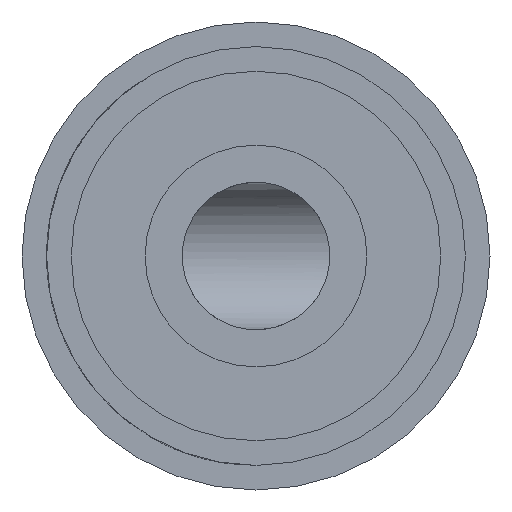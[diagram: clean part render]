
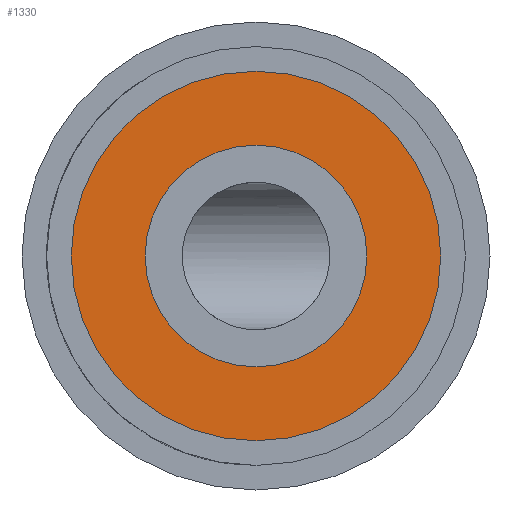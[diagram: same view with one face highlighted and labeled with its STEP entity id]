
A CAD part, left-side view. The second image highlights one B-rep face of the part: STEP entity #1330.
In plain terms, the highlighted planar face has unit normal (-1, 0, 0).
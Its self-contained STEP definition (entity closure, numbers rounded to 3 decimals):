
#58 = ORIENTED_EDGE ( 'NONE', *, *, #6328, .T. ) ;
#103 = CARTESIAN_POINT ( 'NONE',  ( 0., 0., 4.5 ) ) ;
#148 = CIRCLE ( 'NONE', #3563, 4.5 ) ;
#615 = EDGE_LOOP ( 'NONE', ( #6571, #2677 ) ) ;
#760 = ORIENTED_EDGE ( 'NONE', *, *, #5923, .T. ) ;
#1052 = AXIS2_PLACEMENT_3D ( 'NONE', #1808, #8077, #6715 ) ;
#1289 = CARTESIAN_POINT ( 'NONE',  ( 0., 0., 0. ) ) ;
#1330 = ADVANCED_FACE ( 'NONE', ( #7501, #4194 ), #8158, .F. ) ;
#1617 = DIRECTION ( 'NONE',  ( 0., 0., 1. ) ) ;
#1800 = DIRECTION ( 'NONE',  ( 0., 0., -1. ) ) ;
#1808 = CARTESIAN_POINT ( 'NONE',  ( 0., 0., 0. ) ) ;
#1963 = DIRECTION ( 'NONE',  ( 0., 0., 1. ) ) ;
#2315 = EDGE_LOOP ( 'NONE', ( #760, #58 ) ) ;
#2319 = CARTESIAN_POINT ( 'NONE',  ( 0., 0., -7.5 ) ) ;
#2645 = CIRCLE ( 'NONE', #7253, 7.5 ) ;
#2677 = ORIENTED_EDGE ( 'NONE', *, *, #6387, .T. ) ;
#3305 = CIRCLE ( 'NONE', #4492, 4.5 ) ;
#3563 = AXIS2_PLACEMENT_3D ( 'NONE', #1289, #7673, #6312 ) ;
#4194 = FACE_OUTER_BOUND ( 'NONE', #2315, .T. ) ;
#4492 = AXIS2_PLACEMENT_3D ( 'NONE', #5264, #7783, #1800 ) ;
#4815 = VERTEX_POINT ( 'NONE', #2319 ) ;
#4890 = AXIS2_PLACEMENT_3D ( 'NONE', #5097, #7609, #1963 ) ;
#5068 = VERTEX_POINT ( 'NONE', #103 ) ;
#5097 = CARTESIAN_POINT ( 'NONE',  ( 0., 0., 0. ) ) ;
#5124 = VERTEX_POINT ( 'NONE', #7341 ) ;
#5264 = CARTESIAN_POINT ( 'NONE',  ( 0., 0., 0. ) ) ;
#5288 = DIRECTION ( 'NONE',  ( -1., 0., 0. ) ) ;
#5330 = CARTESIAN_POINT ( 'NONE',  ( 0., 0., 0. ) ) ;
#5688 = CIRCLE ( 'NONE', #4890, 7.5 ) ;
#5923 = EDGE_CURVE ( 'NONE', #6366, #4815, #5688, .T. ) ;
#6312 = DIRECTION ( 'NONE',  ( 0., 0., -1. ) ) ;
#6328 = EDGE_CURVE ( 'NONE', #4815, #6366, #2645, .T. ) ;
#6366 = VERTEX_POINT ( 'NONE', #7846 ) ;
#6387 = EDGE_CURVE ( 'NONE', #5124, #5068, #148, .T. ) ;
#6571 = ORIENTED_EDGE ( 'NONE', *, *, #6725, .T. ) ;
#6715 = DIRECTION ( 'NONE',  ( 0., 0., -1. ) ) ;
#6725 = EDGE_CURVE ( 'NONE', #5068, #5124, #3305, .T. ) ;
#7253 = AXIS2_PLACEMENT_3D ( 'NONE', #5330, #5288, #1617 ) ;
#7341 = CARTESIAN_POINT ( 'NONE',  ( 0., 0., -4.5 ) ) ;
#7501 = FACE_BOUND ( 'NONE', #615, .T. ) ;
#7609 = DIRECTION ( 'NONE',  ( -1., 0., 0. ) ) ;
#7673 = DIRECTION ( 'NONE',  ( 1., 0., 0. ) ) ;
#7783 = DIRECTION ( 'NONE',  ( 1., 0., 0. ) ) ;
#7846 = CARTESIAN_POINT ( 'NONE',  ( 0., 0., 7.5 ) ) ;
#8077 = DIRECTION ( 'NONE',  ( 1., 0., 0. ) ) ;
#8158 = PLANE ( 'NONE',  #1052 ) ;
